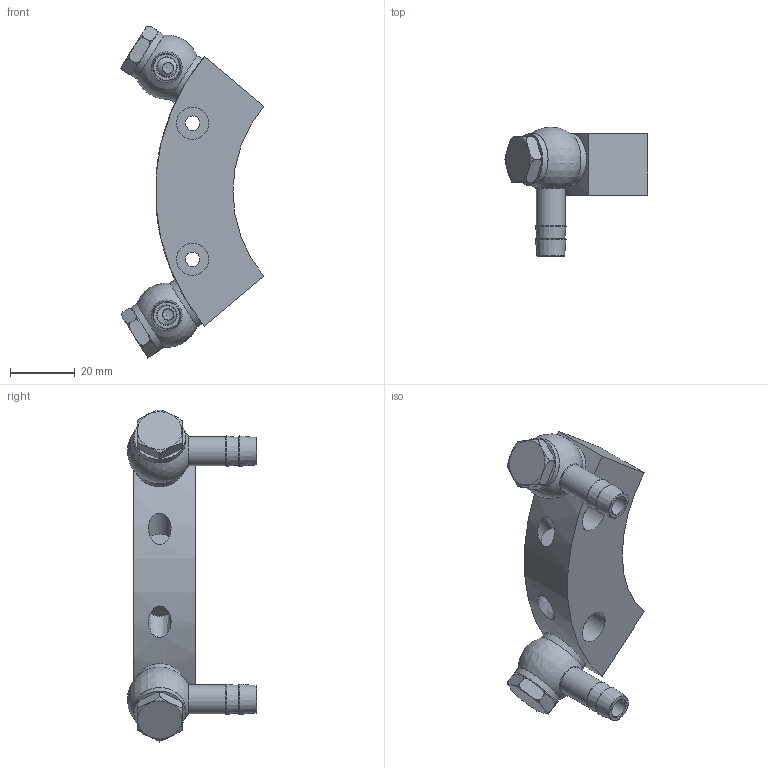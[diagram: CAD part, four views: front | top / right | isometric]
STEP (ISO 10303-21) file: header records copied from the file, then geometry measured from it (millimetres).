
FILE_DESCRIPTION((''),'2;1');
FILE_NAME('PM902342.stp','2010-08-30T14:53:11',('HOFMANN-B'),(''),'Autodesk Inventor 2009','Autodesk Inventor 2009','');
FILE_SCHEMA(('AUTOMOTIVE_DESIGN { 1 0 10303 214 1 1 1 1 }'));
Length unit declared in the file: millimetre
Products named in the file (1): PM902342
Bounding box: 44.54 x 40.04 x 102.82 mm (x, y, z)
Volume: 37877.4 mm3; surface area: 18022.4 mm2
Topology: 1 solids, 7 shells, 190 faces, 426 edges, 274 vertices
Faces by surface type: plane 77, cylinder 44, torus 28, bspline 19, cone 18, sphere 4
Full cylindrical faces by diameter (mm): 3.5 x4, 4.5 x2, 5 x2, 6 x4, 7 x2, 7.8 x2, 8.566 x2, 9 x2, 9.73 x4, 9.8 x4, 10 x2, 16 x4
Entity records: 7560 total; most frequent: CARTESIAN_POINT 3664, DIRECTION 776, ORIENTED_EDGE 588, AXIS2_PLACEMENT_3D 354, EDGE_LOOP 330, EDGE_CURVE 294, VERTEX_POINT 236, STYLED_ITEM 189
